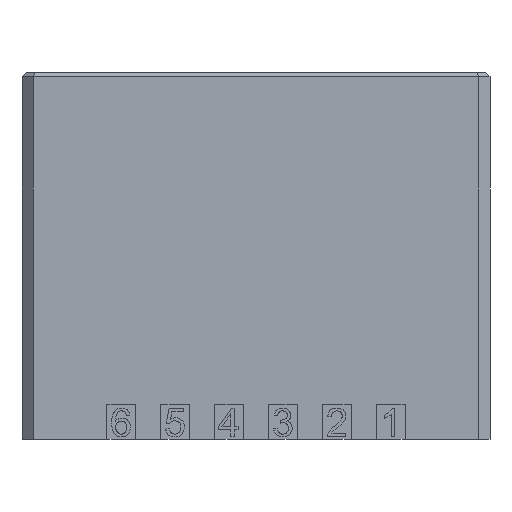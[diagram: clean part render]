
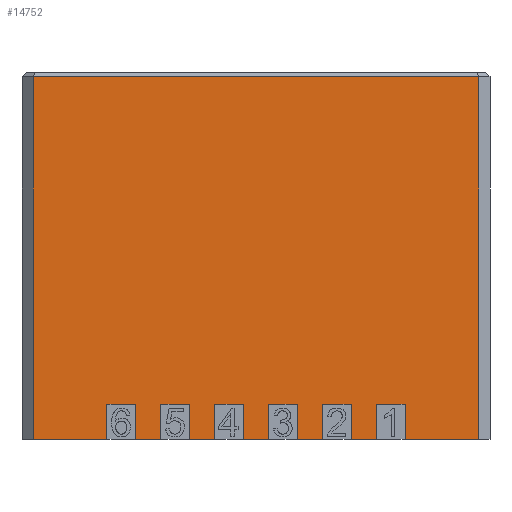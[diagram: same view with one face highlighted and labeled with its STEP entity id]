
A CAD part, front view. The second image highlights one B-rep face of the part: STEP entity #14752.
In plain terms, the highlighted planar face has unit normal (0, -1, 0).
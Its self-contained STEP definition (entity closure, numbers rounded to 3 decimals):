
#743=CARTESIAN_POINT('',(-15.725,-7.215,-25.91));
#744=VERTEX_POINT('',#743);
#751=CARTESIAN_POINT('',(-15.725,-7.215,-0.3));
#752=VERTEX_POINT('',#751);
#753=CARTESIAN_POINT('',(-15.725,-7.215,-25.91));
#754=DIRECTION('',(0.,0.,1.));
#755=VECTOR('',#754,25.61);
#756=LINE('',#753,#755);
#757=EDGE_CURVE('',#744,#752,#756,.T.);
#6810=CARTESIAN_POINT('',(15.725,-7.215,-25.91));
#6811=VERTEX_POINT('',#6810);
#6818=CARTESIAN_POINT('',(10.525,-7.215,-25.91));
#6819=VERTEX_POINT('',#6818);
#6820=CARTESIAN_POINT('',(15.725,-7.215,-25.91));
#6821=DIRECTION('',(-1.,0.,0.));
#6822=VECTOR('',#6821,5.2);
#6823=LINE('',#6820,#6822);
#6824=EDGE_CURVE('',#6811,#6819,#6823,.T.);
#6842=CARTESIAN_POINT('',(8.525,-7.215,-25.91));
#6843=VERTEX_POINT('',#6842);
#6850=CARTESIAN_POINT('',(6.715,-7.215,-25.91));
#6851=VERTEX_POINT('',#6850);
#6852=CARTESIAN_POINT('',(8.525,-7.215,-25.91));
#6853=DIRECTION('',(-1.,0.,0.));
#6854=VECTOR('',#6853,1.81);
#6855=LINE('',#6852,#6854);
#6856=EDGE_CURVE('',#6843,#6851,#6855,.T.);
#6874=CARTESIAN_POINT('',(4.715,-7.215,-25.91));
#6875=VERTEX_POINT('',#6874);
#6882=CARTESIAN_POINT('',(2.905,-7.215,-25.91));
#6883=VERTEX_POINT('',#6882);
#6884=CARTESIAN_POINT('',(4.715,-7.215,-25.91));
#6885=DIRECTION('',(-1.,0.,0.));
#6886=VECTOR('',#6885,1.81);
#6887=LINE('',#6884,#6886);
#6888=EDGE_CURVE('',#6875,#6883,#6887,.T.);
#6906=CARTESIAN_POINT('',(0.905,-7.215,-25.91));
#6907=VERTEX_POINT('',#6906);
#6914=CARTESIAN_POINT('',(-0.905,-7.215,-25.91));
#6915=VERTEX_POINT('',#6914);
#6916=CARTESIAN_POINT('',(0.905,-7.215,-25.91));
#6917=DIRECTION('',(-1.,0.,0.));
#6918=VECTOR('',#6917,1.81);
#6919=LINE('',#6916,#6918);
#6920=EDGE_CURVE('',#6907,#6915,#6919,.T.);
#6938=CARTESIAN_POINT('',(-2.905,-7.215,-25.91));
#6939=VERTEX_POINT('',#6938);
#6946=CARTESIAN_POINT('',(-4.715,-7.215,-25.91));
#6947=VERTEX_POINT('',#6946);
#6948=CARTESIAN_POINT('',(-2.905,-7.215,-25.91));
#6949=DIRECTION('',(-1.,0.,0.));
#6950=VECTOR('',#6949,1.81);
#6951=LINE('',#6948,#6950);
#6952=EDGE_CURVE('',#6939,#6947,#6951,.T.);
#6970=CARTESIAN_POINT('',(-6.715,-7.215,-25.91));
#6971=VERTEX_POINT('',#6970);
#6978=CARTESIAN_POINT('',(-8.525,-7.215,-25.91));
#6979=VERTEX_POINT('',#6978);
#6980=CARTESIAN_POINT('',(-6.715,-7.215,-25.91));
#6981=DIRECTION('',(-1.,0.,0.));
#6982=VECTOR('',#6981,1.81);
#6983=LINE('',#6980,#6982);
#6984=EDGE_CURVE('',#6971,#6979,#6983,.T.);
#7002=CARTESIAN_POINT('',(-10.525,-7.215,-25.91));
#7003=VERTEX_POINT('',#7002);
#7010=CARTESIAN_POINT('',(-10.525,-7.215,-25.91));
#7011=DIRECTION('',(-1.,0.,0.));
#7012=VECTOR('',#7011,5.2);
#7013=LINE('',#7010,#7012);
#7014=EDGE_CURVE('',#7003,#744,#7013,.T.);
#7873=CARTESIAN_POINT('',(15.725,-7.215,-0.3));
#7874=VERTEX_POINT('',#7873);
#7966=CARTESIAN_POINT('',(-15.725,-7.215,-0.3));
#7967=DIRECTION('',(1.,0.,0.));
#7968=VECTOR('',#7967,31.45);
#7969=LINE('',#7966,#7968);
#7970=EDGE_CURVE('',#752,#7874,#7969,.T.);
#8922=CARTESIAN_POINT('',(15.725,-7.215,-0.3));
#8923=DIRECTION('',(0.,0.,-1.));
#8924=VECTOR('',#8923,25.61);
#8925=LINE('',#8922,#8924);
#8926=EDGE_CURVE('',#7874,#6811,#8925,.T.);
#14603=CARTESIAN_POINT('',(0.,-7.215,-13.17));
#14604=DIRECTION('',(-1.,0.,0.));
#14605=DIRECTION('',(0.,-1.,0.));
#14606=AXIS2_PLACEMENT_3D('',#14603,#14605,#14604);
#14607=PLANE('',#14606);
#14608=ORIENTED_EDGE('',*,*,#8926,.F.);
#14609=ORIENTED_EDGE('',*,*,#7970,.F.);
#14610=ORIENTED_EDGE('',*,*,#757,.F.);
#14611=ORIENTED_EDGE('',*,*,#7014,.F.);
#14612=CARTESIAN_POINT('',(-10.525,-7.215,-23.41));
#14613=VERTEX_POINT('',#14612);
#14614=CARTESIAN_POINT('',(-10.525,-7.215,-25.91));
#14615=DIRECTION('',(0.,0.,1.));
#14616=VECTOR('',#14615,2.5);
#14617=LINE('',#14614,#14616);
#14618=EDGE_CURVE('',#7003,#14613,#14617,.T.);
#14619=ORIENTED_EDGE('',*,*,#14618,.T.);
#14620=CARTESIAN_POINT('',(-8.525,-7.215,-23.41));
#14621=VERTEX_POINT('',#14620);
#14622=CARTESIAN_POINT('',(-10.525,-7.215,-23.41));
#14623=DIRECTION('',(1.,0.,0.));
#14624=VECTOR('',#14623,2.);
#14625=LINE('',#14622,#14624);
#14626=EDGE_CURVE('',#14613,#14621,#14625,.T.);
#14627=ORIENTED_EDGE('',*,*,#14626,.T.);
#14628=CARTESIAN_POINT('',(-8.525,-7.215,-23.41));
#14629=DIRECTION('',(0.,0.,-1.));
#14630=VECTOR('',#14629,2.5);
#14631=LINE('',#14628,#14630);
#14632=EDGE_CURVE('',#14621,#6979,#14631,.T.);
#14633=ORIENTED_EDGE('',*,*,#14632,.T.);
#14634=ORIENTED_EDGE('',*,*,#6984,.F.);
#14635=CARTESIAN_POINT('',(-6.715,-7.215,-23.41));
#14636=VERTEX_POINT('',#14635);
#14637=CARTESIAN_POINT('',(-6.715,-7.215,-25.91));
#14638=DIRECTION('',(0.,0.,1.));
#14639=VECTOR('',#14638,2.5);
#14640=LINE('',#14637,#14639);
#14641=EDGE_CURVE('',#6971,#14636,#14640,.T.);
#14642=ORIENTED_EDGE('',*,*,#14641,.T.);
#14643=CARTESIAN_POINT('',(-4.715,-7.215,-23.41));
#14644=VERTEX_POINT('',#14643);
#14645=CARTESIAN_POINT('',(-6.715,-7.215,-23.41));
#14646=DIRECTION('',(1.,0.,0.));
#14647=VECTOR('',#14646,2.);
#14648=LINE('',#14645,#14647);
#14649=EDGE_CURVE('',#14636,#14644,#14648,.T.);
#14650=ORIENTED_EDGE('',*,*,#14649,.T.);
#14651=CARTESIAN_POINT('',(-4.715,-7.215,-23.41));
#14652=DIRECTION('',(0.,0.,-1.));
#14653=VECTOR('',#14652,2.5);
#14654=LINE('',#14651,#14653);
#14655=EDGE_CURVE('',#14644,#6947,#14654,.T.);
#14656=ORIENTED_EDGE('',*,*,#14655,.T.);
#14657=ORIENTED_EDGE('',*,*,#6952,.F.);
#14658=CARTESIAN_POINT('',(-2.905,-7.215,-23.41));
#14659=VERTEX_POINT('',#14658);
#14660=CARTESIAN_POINT('',(-2.905,-7.215,-25.91));
#14661=DIRECTION('',(0.,0.,1.));
#14662=VECTOR('',#14661,2.5);
#14663=LINE('',#14660,#14662);
#14664=EDGE_CURVE('',#6939,#14659,#14663,.T.);
#14665=ORIENTED_EDGE('',*,*,#14664,.T.);
#14666=CARTESIAN_POINT('',(-0.905,-7.215,-23.41));
#14667=VERTEX_POINT('',#14666);
#14668=CARTESIAN_POINT('',(-2.905,-7.215,-23.41));
#14669=DIRECTION('',(1.,0.,0.));
#14670=VECTOR('',#14669,2.);
#14671=LINE('',#14668,#14670);
#14672=EDGE_CURVE('',#14659,#14667,#14671,.T.);
#14673=ORIENTED_EDGE('',*,*,#14672,.T.);
#14674=CARTESIAN_POINT('',(-0.905,-7.215,-23.41));
#14675=DIRECTION('',(0.,0.,-1.));
#14676=VECTOR('',#14675,2.5);
#14677=LINE('',#14674,#14676);
#14678=EDGE_CURVE('',#14667,#6915,#14677,.T.);
#14679=ORIENTED_EDGE('',*,*,#14678,.T.);
#14680=ORIENTED_EDGE('',*,*,#6920,.F.);
#14681=CARTESIAN_POINT('',(0.905,-7.215,-23.41));
#14682=VERTEX_POINT('',#14681);
#14683=CARTESIAN_POINT('',(0.905,-7.215,-25.91));
#14684=DIRECTION('',(0.,0.,1.));
#14685=VECTOR('',#14684,2.5);
#14686=LINE('',#14683,#14685);
#14687=EDGE_CURVE('',#6907,#14682,#14686,.T.);
#14688=ORIENTED_EDGE('',*,*,#14687,.T.);
#14689=CARTESIAN_POINT('',(2.905,-7.215,-23.41));
#14690=VERTEX_POINT('',#14689);
#14691=CARTESIAN_POINT('',(0.905,-7.215,-23.41));
#14692=DIRECTION('',(1.,0.,0.));
#14693=VECTOR('',#14692,2.);
#14694=LINE('',#14691,#14693);
#14695=EDGE_CURVE('',#14682,#14690,#14694,.T.);
#14696=ORIENTED_EDGE('',*,*,#14695,.T.);
#14697=CARTESIAN_POINT('',(2.905,-7.215,-23.41));
#14698=DIRECTION('',(0.,0.,-1.));
#14699=VECTOR('',#14698,2.5);
#14700=LINE('',#14697,#14699);
#14701=EDGE_CURVE('',#14690,#6883,#14700,.T.);
#14702=ORIENTED_EDGE('',*,*,#14701,.T.);
#14703=ORIENTED_EDGE('',*,*,#6888,.F.);
#14704=CARTESIAN_POINT('',(4.715,-7.215,-23.41));
#14705=VERTEX_POINT('',#14704);
#14706=CARTESIAN_POINT('',(4.715,-7.215,-25.91));
#14707=DIRECTION('',(0.,0.,1.));
#14708=VECTOR('',#14707,2.5);
#14709=LINE('',#14706,#14708);
#14710=EDGE_CURVE('',#6875,#14705,#14709,.T.);
#14711=ORIENTED_EDGE('',*,*,#14710,.T.);
#14712=CARTESIAN_POINT('',(6.715,-7.215,-23.41));
#14713=VERTEX_POINT('',#14712);
#14714=CARTESIAN_POINT('',(4.715,-7.215,-23.41));
#14715=DIRECTION('',(1.,0.,0.));
#14716=VECTOR('',#14715,2.);
#14717=LINE('',#14714,#14716);
#14718=EDGE_CURVE('',#14705,#14713,#14717,.T.);
#14719=ORIENTED_EDGE('',*,*,#14718,.T.);
#14720=CARTESIAN_POINT('',(6.715,-7.215,-23.41));
#14721=DIRECTION('',(0.,0.,-1.));
#14722=VECTOR('',#14721,2.5);
#14723=LINE('',#14720,#14722);
#14724=EDGE_CURVE('',#14713,#6851,#14723,.T.);
#14725=ORIENTED_EDGE('',*,*,#14724,.T.);
#14726=ORIENTED_EDGE('',*,*,#6856,.F.);
#14727=CARTESIAN_POINT('',(8.525,-7.215,-23.41));
#14728=VERTEX_POINT('',#14727);
#14729=CARTESIAN_POINT('',(8.525,-7.215,-25.91));
#14730=DIRECTION('',(0.,0.,1.));
#14731=VECTOR('',#14730,2.5);
#14732=LINE('',#14729,#14731);
#14733=EDGE_CURVE('',#6843,#14728,#14732,.T.);
#14734=ORIENTED_EDGE('',*,*,#14733,.T.);
#14735=CARTESIAN_POINT('',(10.525,-7.215,-23.41));
#14736=VERTEX_POINT('',#14735);
#14737=CARTESIAN_POINT('',(8.525,-7.215,-23.41));
#14738=DIRECTION('',(1.,0.,0.));
#14739=VECTOR('',#14738,2.);
#14740=LINE('',#14737,#14739);
#14741=EDGE_CURVE('',#14728,#14736,#14740,.T.);
#14742=ORIENTED_EDGE('',*,*,#14741,.T.);
#14743=CARTESIAN_POINT('',(10.525,-7.215,-23.41));
#14744=DIRECTION('',(0.,0.,-1.));
#14745=VECTOR('',#14744,2.5);
#14746=LINE('',#14743,#14745);
#14747=EDGE_CURVE('',#14736,#6819,#14746,.T.);
#14748=ORIENTED_EDGE('',*,*,#14747,.T.);
#14749=ORIENTED_EDGE('',*,*,#6824,.F.);
#14750=EDGE_LOOP('',(#14608,#14609,#14610,#14611,#14619,#14627,#14633,#14634,#14642,#14650,#14656,#14657,#14665,#14673,#14679,#14680,#14688,#14696,#14702,#14703,#14711,#14719,#14725,#14726,#14734,#14742,#14748,#14749));
#14751=FACE_OUTER_BOUND('',#14750,.T.);
#14752=ADVANCED_FACE('',(#14751),#14607,.T.);
